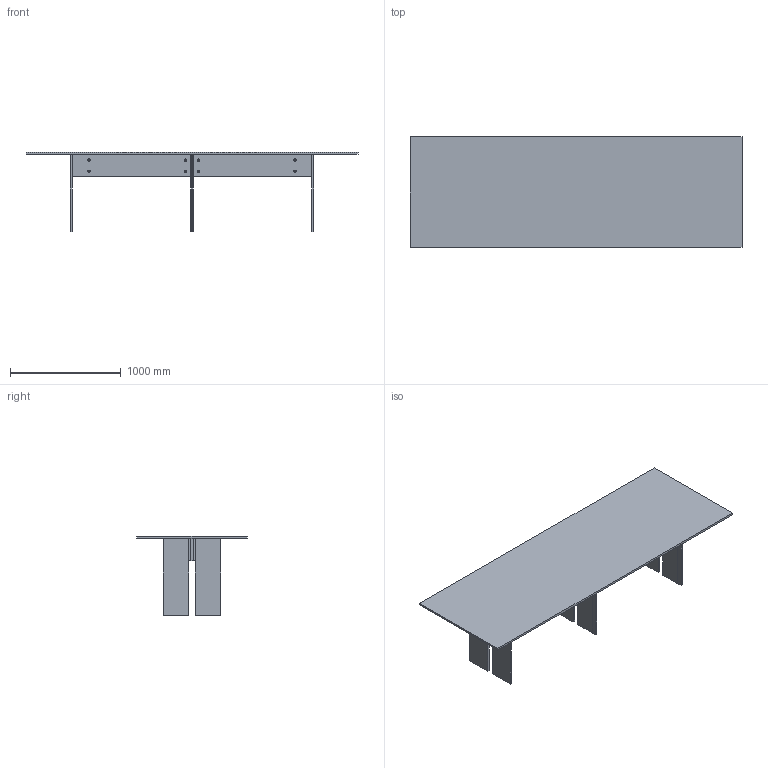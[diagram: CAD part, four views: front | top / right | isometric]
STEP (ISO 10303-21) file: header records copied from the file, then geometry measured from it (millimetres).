
FILE_DESCRIPTION(/* description */ (''),/* implementation_level */ '2;1');
FILE_NAME(/* name */ 'LLT30-3 - LLT 300x100',/* time_stamp */ '2012-06-21T14:52:19+02:00',/* author */ (''),/* organization */ (''),/* preprocessor_version */ 'ST-DEVELOPER v10',/* originating_system */ '',/* authorisation */ '');
FILE_SCHEMA (('CONFIG_CONTROL_DESIGN'));
Length unit declared in the file: millimetre
Products named in the file (1): 1
Bounding box: 3000 x 1000 x 714 mm (x, y, z)
Volume: 93022342.6 mm3; surface area: 10458146.3 mm2
Topology: 45 solids, 45 shells, 616 faces, 1258 edges, 764 vertices
Faces by surface type: bspline 442, plane 174
Entity records: 17706 total; most frequent: CARTESIAN_POINT 10044, ORIENTED_EDGE 2516, EDGE_CURVE 1258, VERTEX_POINT 764, EDGE_LOOP 728, ADVANCED_FACE 616, FACE_OUTER_BOUND 616, B_SPLINE_CURVE_WITH_KNOTS 340
